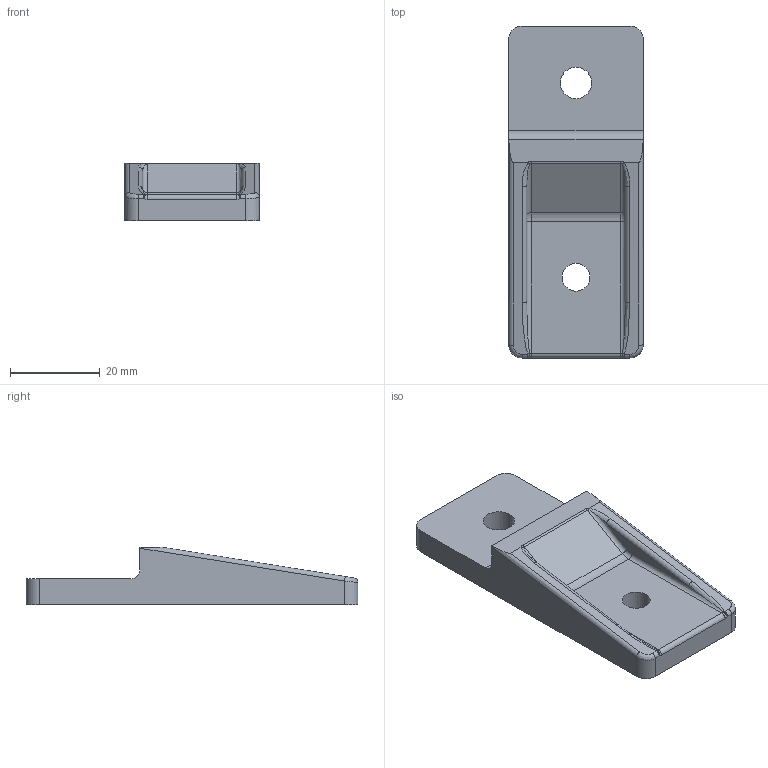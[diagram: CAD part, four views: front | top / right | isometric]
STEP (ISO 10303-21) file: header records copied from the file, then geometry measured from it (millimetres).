
FILE_DESCRIPTION (( 'STEP AP203' ), '1' );
FILE_NAME ('Swith Bracket.STEP', '2015-04-25T22:01:22', ( '' ), ( '' ), 'SwSTEP 2.0', 'SolidWorks 2013', '' );
FILE_SCHEMA (( 'CONFIG_CONTROL_DESIGN' ));
Length unit declared in the file: millimetre
Products named in the file (1): Swith Bracket
Bounding box: 30 x 74 x 12.8 mm (x, y, z)
Volume: 15643.8 mm3; surface area: 6413.1 mm2
Topology: 1 solids, 1 shells, 50 faces, 124 edges, 74 vertices
Faces by surface type: cylinder 22, plane 14, bspline 8, torus 4, sphere 2
Entity records: 1719 total; most frequent: CARTESIAN_POINT 525, ORIENTED_EDGE 244, DIRECTION 230, EDGE_CURVE 122, AXIS2_PLACEMENT_3D 89, VERTEX_POINT 74, EDGE_LOOP 54, VECTOR 52
